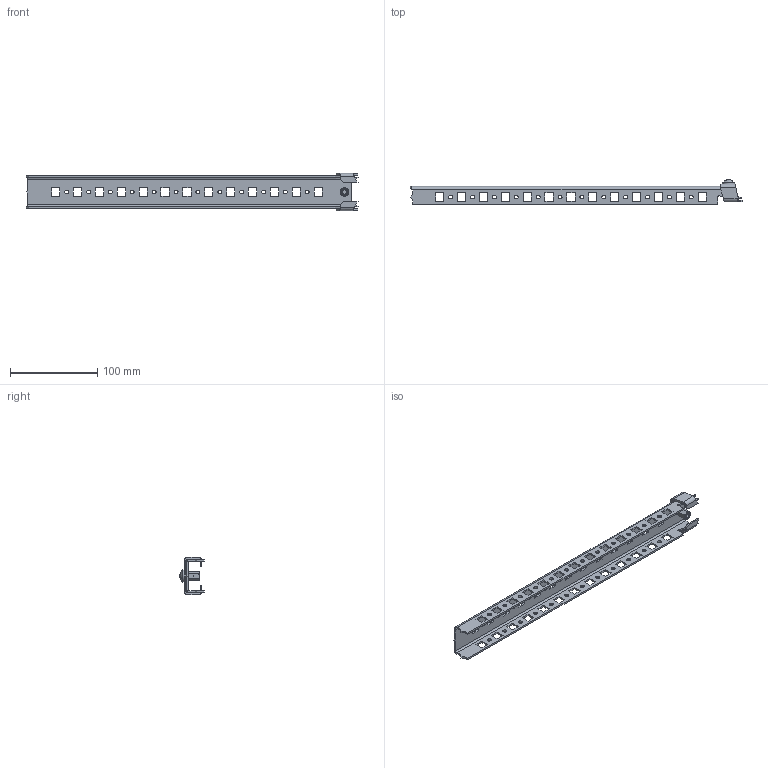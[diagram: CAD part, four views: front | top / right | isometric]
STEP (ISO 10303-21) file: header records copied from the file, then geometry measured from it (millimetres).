
FILE_DESCRIPTION (( 'STEP AP214' ), '1' );
FILE_NAME ('444.400.STEP', '2024-08-29T09:37:12', ( '' ), ( '' ), 'SwSTEP 2.0', 'SolidWorks 2021', '' );
FILE_SCHEMA (( 'AUTOMOTIVE_DESIGN' ));
Length unit declared in the file: millimetre
Products named in the file (5): 444.302; 444.401; 妈眚 DIN7985-󋔉6-Zn; 444.400; Çàêëåïêà ðåçüáîâàÿ Ì6 øåñòèãðàííàÿ ñ óìåíüøåííûì áîðòîì
Assembly tree (4 placements, depth 2):
  444.400
    444.401
    444.302
    妈眚 DIN7985-󋔉6-Zn
    Çàêëåïêà ðåçüáîâàÿ Ì6 øåñòèãðàííàÿ ñ óìåíüøåííûì áîðòîì
Bounding box: 379.5 x 27.97 x 42.55 mm (x, y, z)
Volume: 48760 mm3; surface area: 55230.3 mm2
Topology: 4 solids, 4 shells, 412 faces, 1123 edges, 721 vertices
Faces by surface type: plane 278, cylinder 110, bspline 14, cone 8, sphere 2
Entity records: 13685 total; most frequent: CARTESIAN_POINT 2685, ORIENTED_EDGE 2246, DIRECTION 2119, EDGE_CURVE 1123, LINE 821, VECTOR 821, VERTEX_POINT 721, AXIS2_PLACEMENT_3D 649
